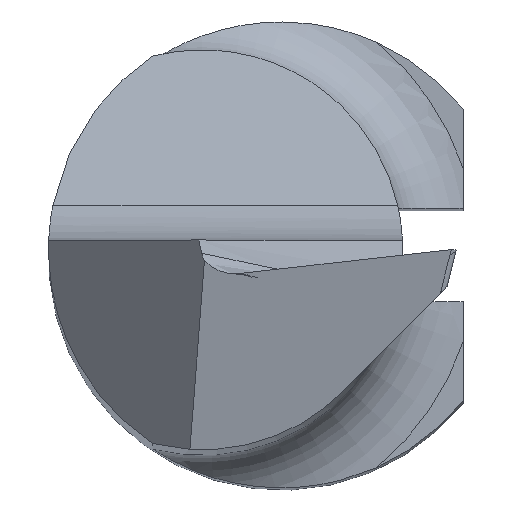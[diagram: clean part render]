
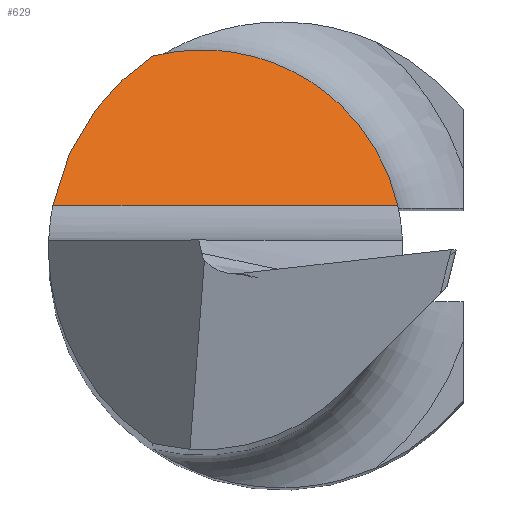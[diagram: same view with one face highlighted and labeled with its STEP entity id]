
A CAD part, top view. The second image highlights one B-rep face of the part: STEP entity #629.
In plain terms, the highlighted planar face has unit normal (0, 0.766, 0.643).
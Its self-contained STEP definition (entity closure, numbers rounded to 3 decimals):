
#45 = CARTESIAN_POINT ( 'NONE',  ( 1.247, 0.474, 46.022 ) ) ;
#85 = VECTOR ( 'NONE', #191, 1000. ) ;
#104 = LINE ( 'NONE', #377, #85 ) ;
#142 = VERTEX_POINT ( 'NONE', #573 ) ;
#191 = DIRECTION ( 'NONE',  ( 1., 0., 0. ) ) ;
#272 = CARTESIAN_POINT ( 'NONE',  ( -1.382, 2.083, 44.105 ) ) ;
#278 = CARTESIAN_POINT ( 'NONE',  ( -1.949, 1.707, 44.553 ) ) ;
#337 = PLANE ( 'NONE',  #1201 ) ;
#377 = CARTESIAN_POINT ( 'NONE',  ( -2.5, 0.474, 46.022 ) ) ;
#418 = CARTESIAN_POINT ( 'NONE',  ( -2.5, 0.474, 46.022 ) ) ;
#434 = VERTEX_POINT ( 'NONE', #45 ) ;
#494 = CARTESIAN_POINT ( 'NONE',  ( 0.963, 1.73, 44.526 ) ) ;
#537 = VERTEX_POINT ( 'NONE', #847 ) ;
#541 = CARTESIAN_POINT ( 'NONE',  ( -2.326, 1.142, 45.227 ) ) ;
#573 = CARTESIAN_POINT ( 'NONE',  ( -1.382, 2.083, 44.105 ) ) ;
#629 = ADVANCED_FACE ( 'NONE', ( #784 ), #337, .F. ) ;
#705 =( BOUNDED_CURVE ( )  B_SPLINE_CURVE ( 3, ( #1185, #541, #278, #272 ),
 .UNSPECIFIED., .F., .F. ) 
 B_SPLINE_CURVE_WITH_KNOTS ( ( 4, 4 ),
 ( 4.903, 5.697 ),
 .UNSPECIFIED. ) 
 CURVE ( )  GEOMETRIC_REPRESENTATION_ITEM ( )  RATIONAL_B_SPLINE_CURVE ( ( 1., 0.948, 0.948, 1. ) ) 
 REPRESENTATION_ITEM ( '' )  );
#732 =( BOUNDED_CURVE ( )  B_SPLINE_CURVE ( 3, ( #960, #835, #494, #851 ),
 .UNSPECIFIED., .F., .T. ) 
 B_SPLINE_CURVE_WITH_KNOTS ( ( 4, 4 ),
 ( 6.033, 7.632 ),
 .UNSPECIFIED. ) 
 CURVE ( )  GEOMETRIC_REPRESENTATION_ITEM ( )  RATIONAL_B_SPLINE_CURVE ( ( 1., 0.798, 0.798, 1. ) ) 
 REPRESENTATION_ITEM ( '' )  );
#764 = DIRECTION ( 'NONE',  ( 0., -0.766, -0.643 ) ) ;
#776 = EDGE_LOOP ( 'NONE', ( #870, #1094, #975 ) ) ;
#784 = FACE_OUTER_BOUND ( 'NONE', #776, .T. ) ;
#810 = EDGE_CURVE ( 'NONE', #537, #434, #104, .T. ) ;
#835 = CARTESIAN_POINT ( 'NONE',  ( -0.135, 2.402, 43.725 ) ) ;
#847 = CARTESIAN_POINT ( 'NONE',  ( -2.455, 0.474, 46.022 ) ) ;
#851 = CARTESIAN_POINT ( 'NONE',  ( 1.247, 0.474, 46.022 ) ) ;
#870 = ORIENTED_EDGE ( 'NONE', *, *, #810, .T. ) ;
#914 = EDGE_CURVE ( 'NONE', #142, #434, #732, .T. ) ;
#960 = CARTESIAN_POINT ( 'NONE',  ( -1.382, 2.083, 44.105 ) ) ;
#975 = ORIENTED_EDGE ( 'NONE', *, *, #1092, .F. ) ;
#1065 = DIRECTION ( 'NONE',  ( 0., 0.643, -0.766 ) ) ;
#1092 = EDGE_CURVE ( 'NONE', #537, #142, #705, .T. ) ;
#1094 = ORIENTED_EDGE ( 'NONE', *, *, #914, .F. ) ;
#1185 = CARTESIAN_POINT ( 'NONE',  ( -2.455, 0.474, 46.022 ) ) ;
#1201 = AXIS2_PLACEMENT_3D ( 'NONE', #418, #764, #1065 ) ;
